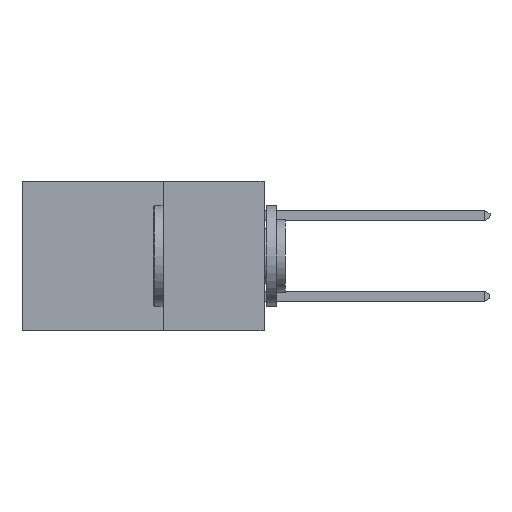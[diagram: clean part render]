
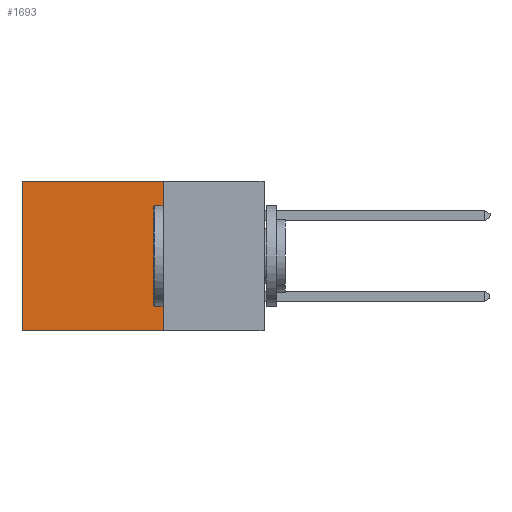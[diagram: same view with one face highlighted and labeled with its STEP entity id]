
A CAD part, left-side view. The second image highlights one B-rep face of the part: STEP entity #1693.
In plain terms, the highlighted planar face has unit normal (-1, 0, 0).
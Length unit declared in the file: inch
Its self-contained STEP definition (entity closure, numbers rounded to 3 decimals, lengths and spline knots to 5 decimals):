
#1693 = ADVANCED_FACE ( 'NONE', ( #29593 ), #25452, .F. ) ;
#2032 = DIRECTION ( 'NONE',  ( 1., 0., 0. ) ) ;
#2932 = VERTEX_POINT ( 'NONE', #21693 ) ;
#3176 = VERTEX_POINT ( 'NONE', #16729 ) ;
#5150 = CARTESIAN_POINT ( 'NONE',  ( 0.298, 0.6, 0. ) ) ;
#5597 = VECTOR ( 'NONE', #19918, 39.37008 ) ;
#6167 = ORIENTED_EDGE ( 'NONE', *, *, #22244, .F. ) ;
#8100 = CARTESIAN_POINT ( 'NONE',  ( 0.298, 0.25, -0.37 ) ) ;
#10705 = CARTESIAN_POINT ( 'NONE',  ( 0.298, 0.25, 0. ) ) ;
#10872 = LINE ( 'NONE', #11732, #18209 ) ;
#11127 = CARTESIAN_POINT ( 'NONE',  ( 0.298, 0.25, 0. ) ) ;
#11732 = CARTESIAN_POINT ( 'NONE',  ( 0.298, 0.25, 0. ) ) ;
#11967 = CARTESIAN_POINT ( 'NONE',  ( 0.298, 0.25, 0. ) ) ;
#11995 = VERTEX_POINT ( 'NONE', #8100 ) ;
#12506 = AXIS2_PLACEMENT_3D ( 'NONE', #11127, #2032, #31068 ) ;
#13529 = ORIENTED_EDGE ( 'NONE', *, *, #17871, .F. ) ;
#14967 = ORIENTED_EDGE ( 'NONE', *, *, #16142, .T. ) ;
#16142 = EDGE_CURVE ( 'NONE', #16467, #3176, #18244, .T. ) ;
#16467 = VERTEX_POINT ( 'NONE', #11967 ) ;
#16729 = CARTESIAN_POINT ( 'NONE',  ( 0.298, 0.6, 0. ) ) ;
#17871 = EDGE_CURVE ( 'NONE', #11995, #2932, #24752, .T. ) ;
#18209 = VECTOR ( 'NONE', #28966, 39.37008 ) ;
#18244 = LINE ( 'NONE', #10705, #23327 ) ;
#18679 = LINE ( 'NONE', #5150, #5597 ) ;
#19918 = DIRECTION ( 'NONE',  ( 0., 0., -1. ) ) ;
#20363 = CARTESIAN_POINT ( 'NONE',  ( 0.298, 0.25, -0.37 ) ) ;
#20404 = EDGE_CURVE ( 'NONE', #3176, #2932, #18679, .T. ) ;
#21693 = CARTESIAN_POINT ( 'NONE',  ( 0.298, 0.6, -0.37 ) ) ;
#22244 = EDGE_CURVE ( 'NONE', #16467, #11995, #10872, .T. ) ;
#23327 = VECTOR ( 'NONE', #25631, 39.37008 ) ;
#23992 = VECTOR ( 'NONE', #30049, 39.37008 ) ;
#24752 = LINE ( 'NONE', #20363, #23992 ) ;
#25452 = PLANE ( 'NONE',  #12506 ) ;
#25631 = DIRECTION ( 'NONE',  ( 0., 1., 0. ) ) ;
#25672 = EDGE_LOOP ( 'NONE', ( #29476, #13529, #6167, #14967 ) ) ;
#28966 = DIRECTION ( 'NONE',  ( 0., 0., -1. ) ) ;
#29476 = ORIENTED_EDGE ( 'NONE', *, *, #20404, .T. ) ;
#29593 = FACE_OUTER_BOUND ( 'NONE', #25672, .T. ) ;
#30049 = DIRECTION ( 'NONE',  ( 0., 1., 0. ) ) ;
#31068 = DIRECTION ( 'NONE',  ( 0., 0., -1. ) ) ;
